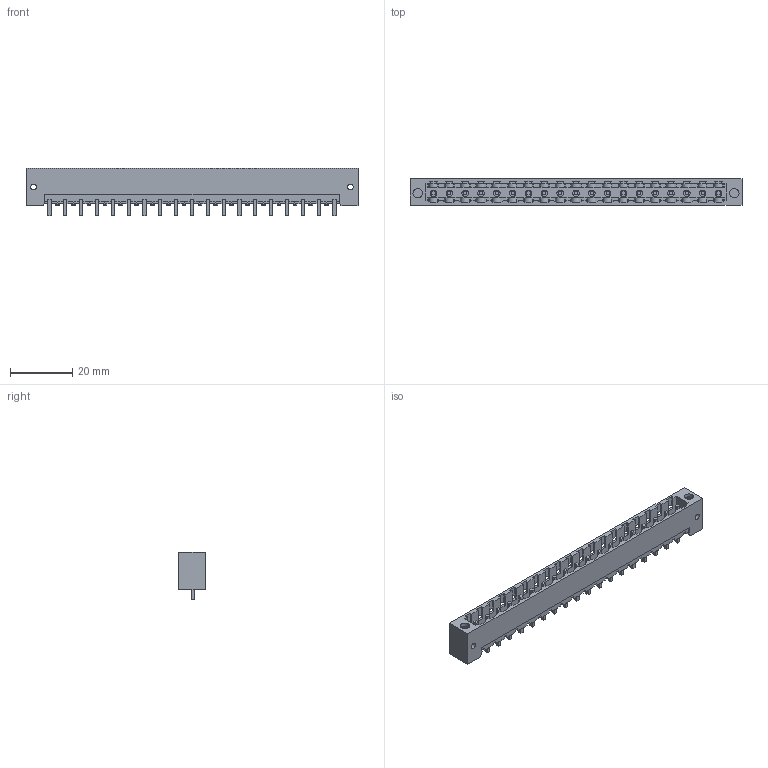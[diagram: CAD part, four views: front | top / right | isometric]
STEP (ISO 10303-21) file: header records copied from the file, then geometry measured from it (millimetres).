
FILE_DESCRIPTION(('CATIA V5 STEP Exchange','CAx-IF Rec.Pracs.--- Model Styling and Organization---1.2---2011-12-15'),'2;1');
FILE_NAME ('D1456989_0_1837930000_1837930000.stp','2018-03-31T12:05:01+00:00',('none'),('Weidmueller'),'CATIA Version 5-6 Release 2014','CATIA V5 STEP AP214','none');
FILE_SCHEMA(('AUTOMOTIVE_DESIGN { 1 0 10303 214 1 1 1 1 }'));
Length unit declared in the file: millimetre
Products named in the file (1): 1837930000
Bounding box: 106.52 x 8.43 x 15.2 mm (x, y, z)
Volume: 3862.1 mm3; surface area: 9283.1 mm2
Topology: 20 solids, 20 shells, 1164 faces, 3686 edges, 2531 vertices
Faces by surface type: plane 950, cylinder 195, extrusion 19
Entity records: 42699 total; most frequent: CARTESIAN_POINT 9328, ORIENTED_EDGE 7372, DIRECTION 5654, EDGE_CURVE 3686, VECTOR 2982, LINE 2963, VERTEX_POINT 2531, AXIS2_PLACEMENT_3D 1527
